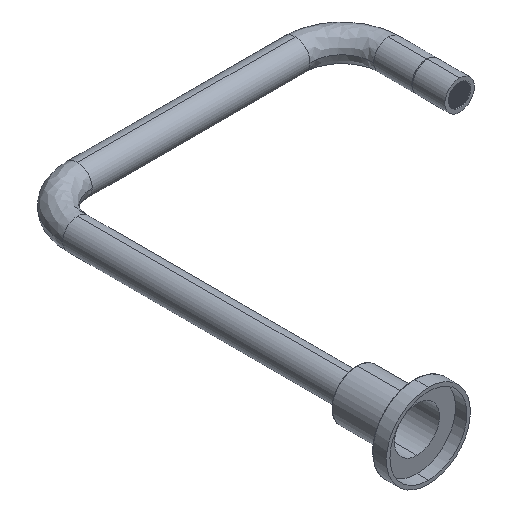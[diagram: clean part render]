
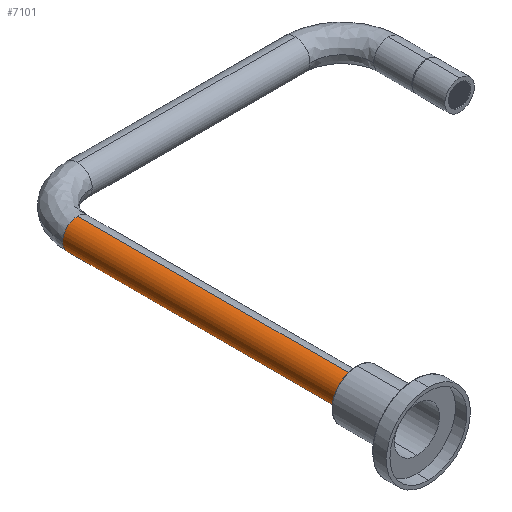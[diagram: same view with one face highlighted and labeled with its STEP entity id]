
A CAD part, isometric view. The second image highlights one B-rep face of the part: STEP entity #7101.
In plain terms, the highlighted cylindrical face has radius 9.5 mm (diameter 19 mm), a partial arc.
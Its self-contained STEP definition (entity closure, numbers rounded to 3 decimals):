
#2748 = EDGE_CURVE ( 'NONE', #58660, #16609, #35153, .T. ) ;
#3511 = DIRECTION ( 'NONE',  ( 0., -1., 0. ) ) ;
#4395 = CARTESIAN_POINT ( 'NONE',  ( 0., 44.7, -9.5 ) ) ;
#5152 = ORIENTED_EDGE ( 'NONE', *, *, #13241, .T. ) ;
#6780 = CIRCLE ( 'NONE', #57876, 9.5 ) ;
#7101 = ADVANCED_FACE ( 'NONE', ( #52853 ), #26931, .T. ) ;
#7152 = DIRECTION ( 'NONE',  ( 0., -1., 0. ) ) ;
#7350 = CARTESIAN_POINT ( 'NONE',  ( -9.5, 225.2, 0.01 ) ) ;
#7450 = CARTESIAN_POINT ( 'NONE',  ( 0., 225.2, 9.5 ) ) ;
#11678 = CARTESIAN_POINT ( 'NONE',  ( 0., 225.2, 9.5 ) ) ;
#12394 = ORIENTED_EDGE ( 'NONE', *, *, #2748, .F. ) ;
#13241 = EDGE_CURVE ( 'NONE', #58660, #44740, #53594, .T. ) ;
#15176 = CARTESIAN_POINT ( 'NONE',  ( 0., 225.2, 0. ) ) ;
#16609 = VERTEX_POINT ( 'NONE', #41078 ) ;
#17897 = ORIENTED_EDGE ( 'NONE', *, *, #29323, .T. ) ;
#18033 = EDGE_CURVE ( 'NONE', #44740, #40628, #6780, .T. ) ;
#18975 = AXIS2_PLACEMENT_3D ( 'NONE', #25588, #59698, #30495 ) ;
#19834 = CARTESIAN_POINT ( 'NONE',  ( 0., 225.2, 0. ) ) ;
#20146 = DIRECTION ( 'NONE',  ( 0., 0., -1. ) ) ;
#20250 = VECTOR ( 'NONE', #58948, 1000. ) ;
#24814 = DIRECTION ( 'NONE',  ( 0., 0., -1. ) ) ;
#25588 = CARTESIAN_POINT ( 'NONE',  ( 0., 44.7, 0. ) ) ;
#26420 = EDGE_LOOP ( 'NONE', ( #12394, #5152, #30046, #46347, #17897 ) ) ;
#26931 = CYLINDRICAL_SURFACE ( 'NONE', #52290, 9.5 ) ;
#28465 = VERTEX_POINT ( 'NONE', #4395 ) ;
#29027 = CIRCLE ( 'NONE', #18975, 9.5 ) ;
#29323 = EDGE_CURVE ( 'NONE', #28465, #16609, #29027, .T. ) ;
#30046 = ORIENTED_EDGE ( 'NONE', *, *, #18033, .T. ) ;
#30495 = DIRECTION ( 'NONE',  ( 0., 0., -1. ) ) ;
#33124 = CARTESIAN_POINT ( 'NONE',  ( 0., 225.2, -9.5 ) ) ;
#34684 = CARTESIAN_POINT ( 'NONE',  ( 0., 225.2, -9.5 ) ) ;
#35153 = LINE ( 'NONE', #11678, #59521 ) ;
#40628 = VERTEX_POINT ( 'NONE', #33124 ) ;
#41078 = CARTESIAN_POINT ( 'NONE',  ( 0., 44.7, 9.5 ) ) ;
#44740 = VERTEX_POINT ( 'NONE', #7350 ) ;
#46050 = EDGE_CURVE ( 'NONE', #40628, #28465, #47805, .T. ) ;
#46347 = ORIENTED_EDGE ( 'NONE', *, *, #46050, .T. ) ;
#46388 = CARTESIAN_POINT ( 'NONE',  ( 0., 225.2, 0. ) ) ;
#47805 = LINE ( 'NONE', #34684, #20250 ) ;
#49430 = DIRECTION ( 'NONE',  ( 0., -1., 0. ) ) ;
#51306 = DIRECTION ( 'NONE',  ( 0., 0., -1. ) ) ;
#52290 = AXIS2_PLACEMENT_3D ( 'NONE', #46388, #7152, #51306 ) ;
#52853 = FACE_OUTER_BOUND ( 'NONE', #26420, .T. ) ;
#53594 = CIRCLE ( 'NONE', #58631, 9.5 ) ;
#54024 = DIRECTION ( 'NONE',  ( 0., -1., 0. ) ) ;
#57876 = AXIS2_PLACEMENT_3D ( 'NONE', #19834, #54024, #24814 ) ;
#58631 = AXIS2_PLACEMENT_3D ( 'NONE', #15176, #49430, #20146 ) ;
#58660 = VERTEX_POINT ( 'NONE', #7450 ) ;
#58948 = DIRECTION ( 'NONE',  ( 0., -1., 0. ) ) ;
#59521 = VECTOR ( 'NONE', #3511, 1000. ) ;
#59698 = DIRECTION ( 'NONE',  ( 0., 1., 0. ) ) ;
